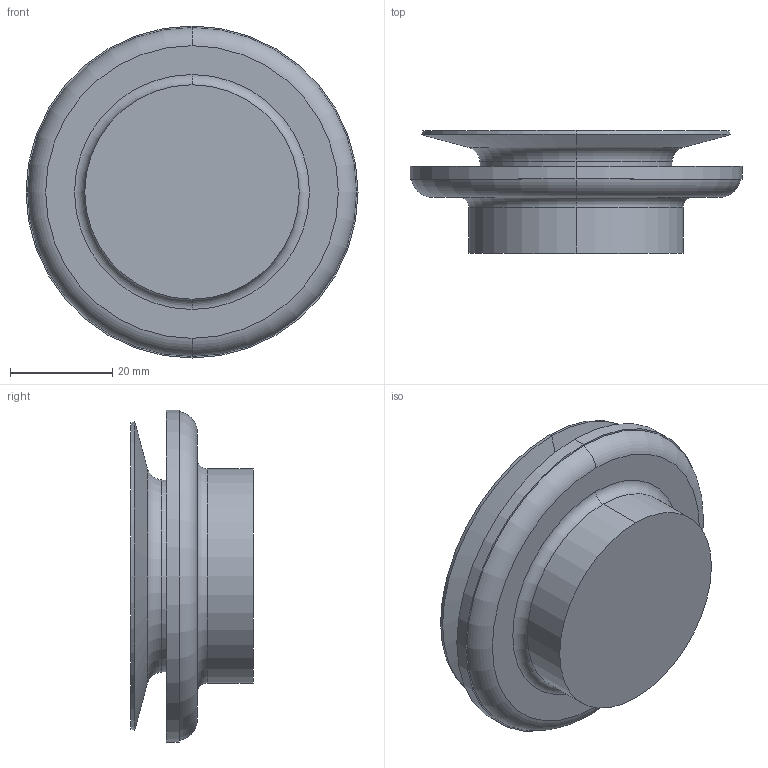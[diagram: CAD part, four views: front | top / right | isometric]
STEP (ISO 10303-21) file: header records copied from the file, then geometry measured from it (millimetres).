
FILE_DESCRIPTION (( 'STEP AP214' ), '1' );
FILE_NAME ('10100970.STEP', '2021-02-17T13:49:11', ( '' ), ( '' ), 'SwSTEP 2.0', 'SolidWorks 2020', '' );
FILE_SCHEMA (( 'AUTOMOTIVE_DESIGN' ));
Length unit declared in the file: millimetre
Products named in the file (4): Planungsmodell_Siebventil-+-09.11.01.007.90-01; Planungsmodell_Siebventil-+-09.11.01.005.90-01; Planungsmodell_Dichtung-+-09.14.03.005.90-01; 10100970
Assembly tree (3 placements, depth 2):
  10100970
    Planungsmodell_Siebventil-+-09.11.01.005.90-01
    Planungsmodell_Siebventil-+-09.11.01.007.90-01
    Planungsmodell_Dichtung-+-09.14.03.005.90-01
Bounding box: 65 x 24 x 65 mm (x, y, z)
Volume: 23290.8 mm3; surface area: 21829.8 mm2
Topology: 3 solids, 3 shells, 57 faces, 110 edges, 66 vertices
Faces by surface type: cone 16, torus 16, plane 13, cylinder 12
Entity records: 1628 total; most frequent: DIRECTION 318, CARTESIAN_POINT 239, ORIENTED_EDGE 220, AXIS2_PLACEMENT_3D 145, EDGE_CURVE 110, CIRCLE 82, VERTEX_POINT 66, EDGE_LOOP 66
